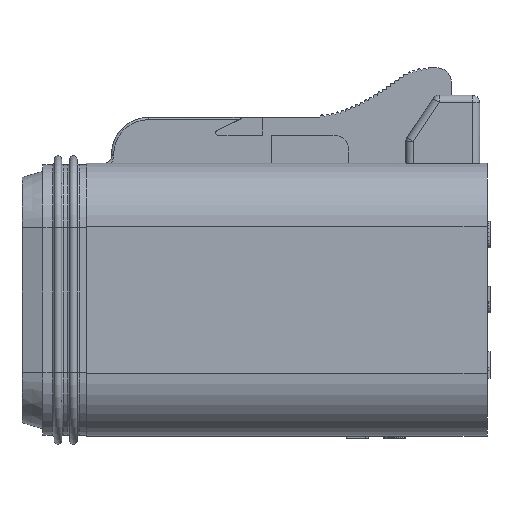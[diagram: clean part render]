
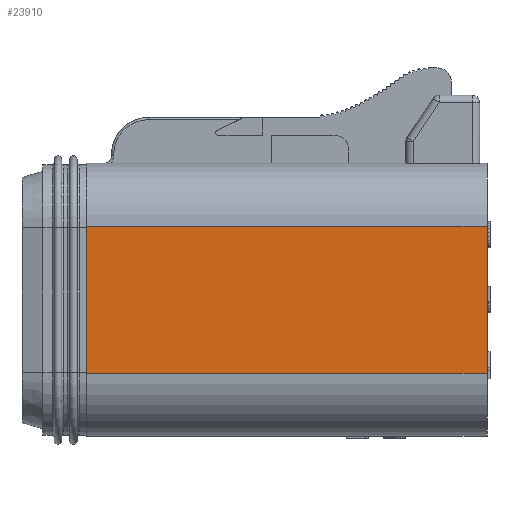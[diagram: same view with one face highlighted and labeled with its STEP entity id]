
A CAD part, left-side view. The second image highlights one B-rep face of the part: STEP entity #23910.
In plain terms, the highlighted planar face has unit normal (-1, 0, 0).
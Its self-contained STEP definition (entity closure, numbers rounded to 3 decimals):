
#970=DIRECTION('',(0.,1.,0.));
#971=VECTOR('',#970,27.1);
#972=CARTESIAN_POINT('',(-9.125,0.,4.975));
#973=LINE('',#972,#971);
#2617=DIRECTION('',(0.,0.,-1.));
#2618=VECTOR('',#2617,9.95);
#2619=CARTESIAN_POINT('',(-9.125,27.1,4.975));
#2620=LINE('',#2619,#2618);
#4664=DIRECTION('',(0.,-1.,0.));
#4665=VECTOR('',#4664,27.1);
#4666=CARTESIAN_POINT('',(-9.125,27.1,-4.975));
#4667=LINE('',#4666,#4665);
#4668=DIRECTION('',(0.,0.,-1.));
#4669=VECTOR('',#4668,9.95);
#4670=CARTESIAN_POINT('',(-9.125,0.,4.975));
#4671=LINE('',#4670,#4669);
#13937=CARTESIAN_POINT('',(-9.125,0.,4.975));
#13939=VERTEX_POINT('',#13937);
#13959=CARTESIAN_POINT('',(-9.125,0.,-4.975));
#13960=VERTEX_POINT('',#13959);
#14762=CARTESIAN_POINT('',(-9.125,27.1,4.975));
#14763=VERTEX_POINT('',#14762);
#15278=CARTESIAN_POINT('',(-9.125,27.1,-4.975));
#15279=VERTEX_POINT('',#15278);
#23899=CARTESIAN_POINT('',(-9.125,0.,-9.225));
#23900=DIRECTION('',(-1.,0.,0.));
#23901=DIRECTION('',(0.,0.,1.));
#23902=AXIS2_PLACEMENT_3D('',#23899,#23900,#23901);
#23903=PLANE('',#23902);
#23904=ORIENTED_EDGE('',*,*,#19264,.F.);
#23905=ORIENTED_EDGE('',*,*,#18850,.T.);
#23906=ORIENTED_EDGE('',*,*,#23894,.F.);
#23907=ORIENTED_EDGE('',*,*,#21466,.F.);
#23908=EDGE_LOOP('',(#23904,#23905,#23906,#23907));
#23909=FACE_OUTER_BOUND('',#23908,.F.);
#23910=ADVANCED_FACE('',(#23909),#23903,.T.);
#18850=EDGE_CURVE('',#13939,#13960,#4671,.T.);
#19264=EDGE_CURVE('',#13939,#14763,#973,.T.);
#21466=EDGE_CURVE('',#14763,#15279,#2620,.T.);
#23894=EDGE_CURVE('',#15279,#13960,#4667,.T.);
